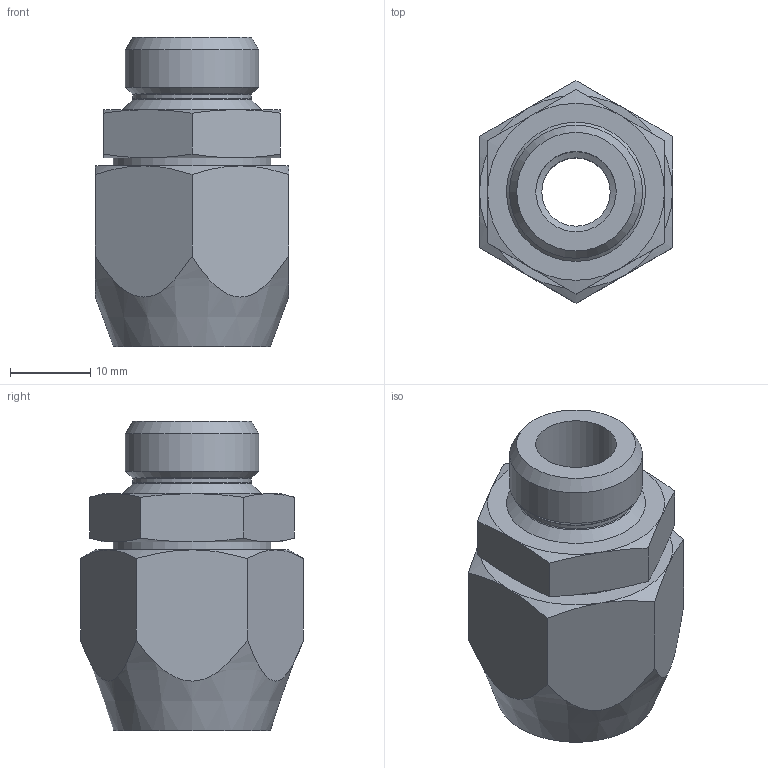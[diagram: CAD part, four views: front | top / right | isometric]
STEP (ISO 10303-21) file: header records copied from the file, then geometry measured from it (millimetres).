
FILE_DESCRIPTION(/* description */ (''),/* implementation_level */ '2;1');
FILE_NAME(/* name */ 'cx_3810_a.stp',/* time_stamp */ '2017-04-18T09:11:03+02:00',/* author */ ('leitheußer'),/* organization */ (''),/* preprocessor_version */ 'ST-DEVELOPER v15.6',/* originating_system */ 'Autodesk Inventor LT ',/* authorisation */ '');
FILE_SCHEMA (('AUTOMOTIVE_DESIGN { 1 0 10303 214 3 1 1 }'));
Length unit declared in the file: millimetre
Products named in the file (1): 68-0610
Bounding box: 24 x 27.71 x 38.5 mm (x, y, z)
Volume: 11057.7 mm3; surface area: 6016.9 mm2
Topology: 1 solids, 1 shells, 52 faces, 110 edges, 65 vertices
Faces by surface type: cone 23, plane 19, cylinder 7, torus 3
Full cylindrical faces by diameter (mm): 8.5 x1, 10 x1, 12.3 x1, 14.75 x1, 16.35 x1, 16.56 x1, 19.6 x1
Entity records: 1263 total; most frequent: CARTESIAN_POINT 291, DIRECTION 194, ORIENTED_EDGE 184, EDGE_CURVE 92, AXIS2_PLACEMENT_3D 91, EDGE_LOOP 74, VERTEX_POINT 62, FACE_OUTER_BOUND 52
